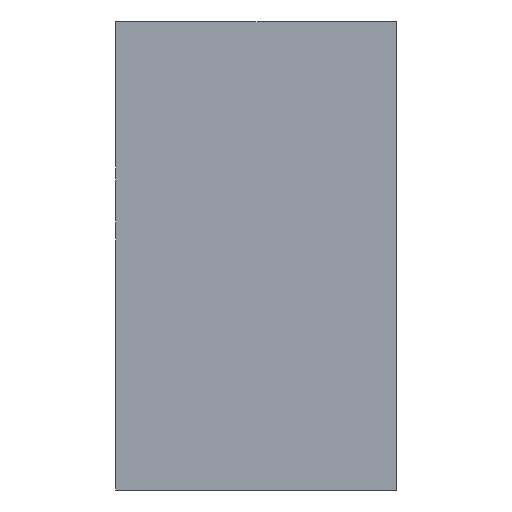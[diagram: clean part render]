
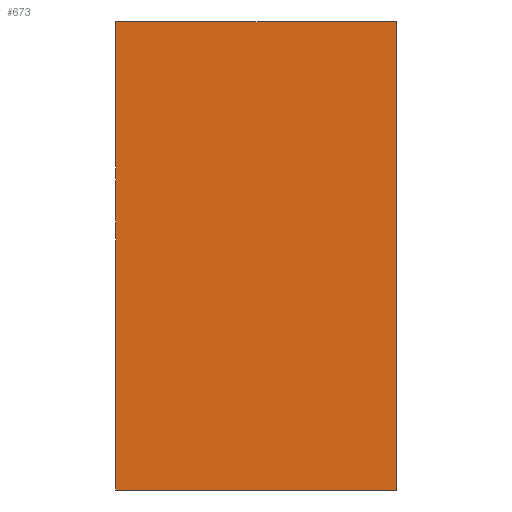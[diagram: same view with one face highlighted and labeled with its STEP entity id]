
A CAD part, front view. The second image highlights one B-rep face of the part: STEP entity #673.
In plain terms, the highlighted planar face has unit normal (0, -1, 0).
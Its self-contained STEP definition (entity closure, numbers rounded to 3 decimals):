
#36=PLANE('',#747);
#118=FACE_OUTER_BOUND('',#155,.T.);
#155=EDGE_LOOP('',(#627,#628,#629,#630));
#183=LINE('',#1115,#243);
#210=LINE('',#1245,#270);
#217=LINE('',#1268,#277);
#218=LINE('',#1270,#278);
#243=VECTOR('',#819,10.);
#270=VECTOR('',#896,10.);
#277=VECTOR('',#925,10.);
#278=VECTOR('',#928,10.);
#318=VERTEX_POINT('',#1112);
#319=VERTEX_POINT('',#1114);
#342=VERTEX_POINT('',#1244);
#347=VERTEX_POINT('',#1266);
#392=EDGE_CURVE('',#319,#318,#183,.T.);
#432=EDGE_CURVE('',#342,#319,#210,.T.);
#443=EDGE_CURVE('',#347,#318,#217,.T.);
#444=EDGE_CURVE('',#342,#347,#218,.T.);
#627=ORIENTED_EDGE('',*,*,#444,.F.);
#628=ORIENTED_EDGE('',*,*,#432,.T.);
#629=ORIENTED_EDGE('',*,*,#392,.T.);
#630=ORIENTED_EDGE('',*,*,#443,.F.);
#673=ADVANCED_FACE('',(#118),#36,.F.);
#747=AXIS2_PLACEMENT_3D('',#1269,#926,#927);
#819=DIRECTION('',(0.,0.,1.));
#896=DIRECTION('',(1.,0.,0.));
#925=DIRECTION('',(1.,0.,0.));
#926=DIRECTION('center_axis',(0.,1.,0.));
#927=DIRECTION('ref_axis',(0.,0.,1.));
#928=DIRECTION('',(0.,0.,1.));
#1112=CARTESIAN_POINT('',(40.,0.,-42.));
#1114=CARTESIAN_POINT('',(40.,0.,-57.));
#1115=CARTESIAN_POINT('',(40.,0.,-57.));
#1244=CARTESIAN_POINT('',(31.,0.,-57.));
#1245=CARTESIAN_POINT('',(31.,0.,-57.));
#1266=CARTESIAN_POINT('',(31.,0.,-42.));
#1268=CARTESIAN_POINT('',(31.,0.,-42.));
#1269=CARTESIAN_POINT('Origin',(31.,0.,-57.));
#1270=CARTESIAN_POINT('',(31.,0.,-57.));
